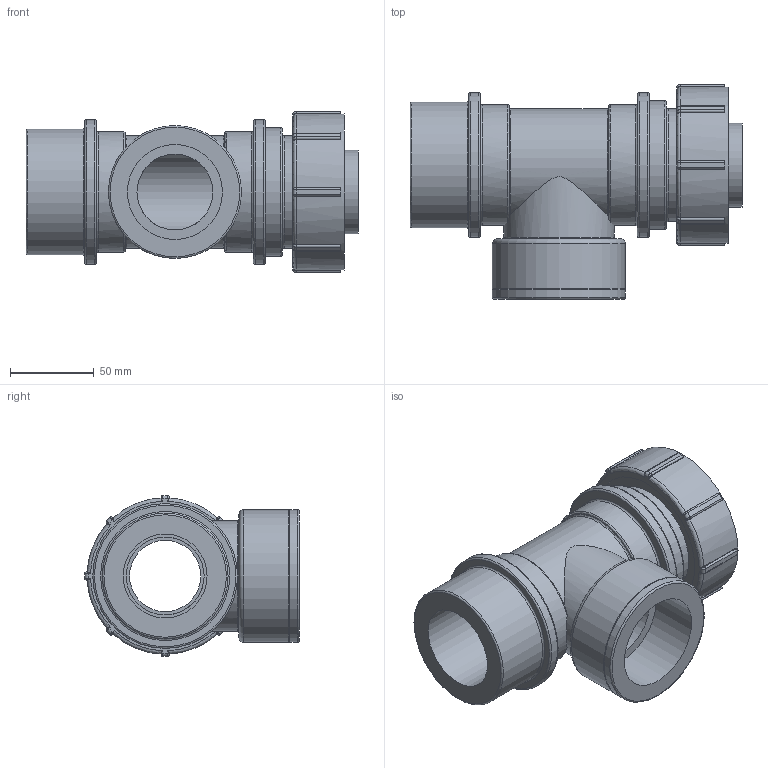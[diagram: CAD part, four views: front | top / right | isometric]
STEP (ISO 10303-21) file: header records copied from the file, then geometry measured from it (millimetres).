
FILE_DESCRIPTION(/* description */ ('PLASSON MODULAR FEMALE TEE 50-2"-50'),/* implementation_level */ '2;1');
FILE_NAME(/* name */ '0714L60500200A.ipt.stp',/* time_stamp */ '2018-04-09T13:01:00+03:00',/* author */ ('Кирилл'),/* organization */ (''),/* preprocessor_version */ 'ST-DEVELOPER v15.6',/* originating_system */ 'Autodesk Inventor 2015',/* authorisation */ '');
FILE_SCHEMA (('AUTOMOTIVE_DESIGN { 1 0 10303 214 3 1 1 }'));
Length unit declared in the file: millimetre
Products named in the file (1): 0714L60500200A
Bounding box: 198 x 128 x 96 mm (x, y, z)
Volume: 637269.4 mm3; surface area: 117919 mm2
Topology: 1 solids, 1 shells, 169 faces, 400 edges, 246 vertices
Faces by surface type: cylinder 60, plane 50, bspline 32, torus 25, cone 2
Full cylindrical faces by diameter (mm): 42.5 x1, 45.325 x1, 46.5 x1, 50 x2, 56.656 x1, 65.721 x1, 67.2 x1, 72 x2, 75 x1, 76.8 x1, 79.318 x2, 81.6 x1, 86.4 x2, 88.32 x1, 93.12 x1
Entity records: 5233 total; most frequent: CARTESIAN_POINT 1576, DIRECTION 766, ORIENTED_EDGE 720, EDGE_CURVE 360, AXIS2_PLACEMENT_3D 329, VERTEX_POINT 240, EDGE_LOOP 220, CIRCLE 191
